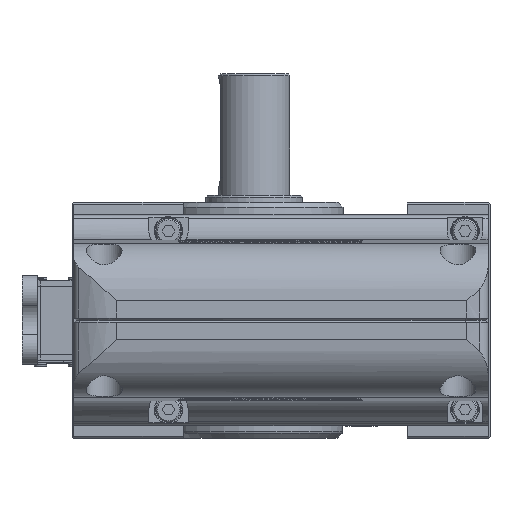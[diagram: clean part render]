
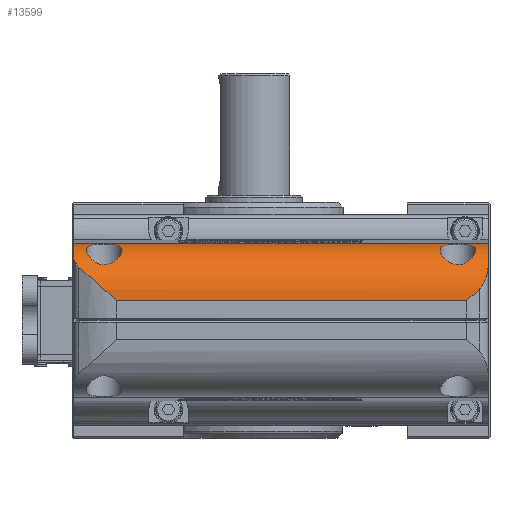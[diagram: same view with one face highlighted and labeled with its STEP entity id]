
A CAD part, left-side view. The second image highlights one B-rep face of the part: STEP entity #13599.
In plain terms, the highlighted cylindrical face has radius 16 mm (diameter 32 mm), a partial arc.
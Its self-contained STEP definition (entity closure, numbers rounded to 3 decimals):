
#270=CYLINDRICAL_SURFACE('',#14839,16.);
#504=B_SPLINE_CURVE_WITH_KNOTS('',3,(#22769,#22770,#22771,#22772,#22773,
#22774,#22775,#22776,#22777,#22778,#22779,#22780,#22781,#22782,#22783,#22784,
#22785,#22786,#22787,#22788,#22789),.UNSPECIFIED.,.T.,.F.,(1,1,1,1,1,1,
1,1,1,1,1,1,1,1,1,1,1,1,1,1,1,1,1,1,1),(-0.006,-0.004,
-0.002,0.,0.002,0.004,0.006,
0.009,0.011,0.013,0.015,
0.016,0.017,0.018,0.019,
0.021,0.023,0.026,0.028,
0.03,0.032,0.034,0.036,
0.038,0.04),.UNSPECIFIED.);
#505=B_SPLINE_CURVE_WITH_KNOTS('',3,(#22833,#22834,#22835,#22836,#22837,
#22838,#22839,#22840,#22841,#22842,#22843,#22844,#22845,#22846,#22847,#22848,
#22849,#22850,#22851,#22852),.UNSPECIFIED.,.T.,.F.,(1,1,1,1,1,1,1,1,1,1,
1,1,1,1,1,1,1,1,1,1,1,1,1,1),(-0.004,-0.002,
-0.001,0.,0.002,0.004,0.006,
0.008,0.011,0.013,0.015,
0.017,0.019,0.021,0.023,
0.025,0.028,0.03,0.032,
0.033,0.034,0.036,0.038,
0.04),.UNSPECIFIED.);
#512=B_SPLINE_CURVE_WITH_KNOTS('',3,(#22955,#22956,#22957,#22958,#22959,
#22960,#22961,#22962),.UNSPECIFIED.,.F.,.F.,(4,1,1,1,1,4),(0.,
0.002,0.004,0.006,0.007,
0.008),.UNSPECIFIED.);
#513=B_SPLINE_CURVE_WITH_KNOTS('',3,(#22968,#22969,#22970,#22971,#22972),
 .UNSPECIFIED.,.F.,.F.,(4,1,4),(0.,0.002,
0.004),.UNSPECIFIED.);
#514=B_SPLINE_CURVE_WITH_KNOTS('',3,(#22974,#22975,#22976,#22977,#22978,
#22979),.UNSPECIFIED.,.F.,.F.,(4,1,1,4),(0.,0.007,
0.011,0.014),.UNSPECIFIED.);
#515=B_SPLINE_CURVE_WITH_KNOTS('',3,(#22983,#22984,#22985,#22986),
 .UNSPECIFIED.,.F.,.F.,(4,4),(0.,0.005),.UNSPECIFIED.);
#1102=LINE('',#22407,#2192);
#1132=LINE('',#22981,#2222);
#2192=VECTOR('',#17365,1000.);
#2222=VECTOR('',#17501,1000.);
#4622=ORIENTED_EDGE('',*,*,#7498,.F.);
#4623=ORIENTED_EDGE('',*,*,#7519,.F.);
#4624=ORIENTED_EDGE('',*,*,#7520,.T.);
#4625=ORIENTED_EDGE('',*,*,#7427,.F.);
#4626=ORIENTED_EDGE('',*,*,#7521,.F.);
#4627=ORIENTED_EDGE('',*,*,#7522,.F.);
#4628=ORIENTED_EDGE('',*,*,#7523,.F.);
#4629=ORIENTED_EDGE('',*,*,#7524,.T.);
#4630=ORIENTED_EDGE('',*,*,#7525,.F.);
#4631=ORIENTED_EDGE('',*,*,#7477,.F.);
#7427=EDGE_CURVE('',#9040,#9041,#1102,.T.);
#7477=EDGE_CURVE('',#9086,#9086,#504,.T.);
#7498=EDGE_CURVE('',#9107,#9107,#505,.T.);
#7519=EDGE_CURVE('',#9126,#9127,#512,.T.);
#7520=EDGE_CURVE('',#9126,#9041,#10115,.T.);
#7521=EDGE_CURVE('',#9128,#9040,#10116,.T.);
#7522=EDGE_CURVE('',#9129,#9128,#513,.T.);
#7523=EDGE_CURVE('',#9130,#9129,#514,.F.);
#7524=EDGE_CURVE('',#9130,#9131,#1132,.T.);
#7525=EDGE_CURVE('',#9127,#9131,#515,.T.);
#9040=VERTEX_POINT('',#22406);
#9041=VERTEX_POINT('',#22408);
#9086=VERTEX_POINT('',#22790);
#9107=VERTEX_POINT('',#22853);
#9126=VERTEX_POINT('',#22963);
#9127=VERTEX_POINT('',#22964);
#9128=VERTEX_POINT('',#22967);
#9129=VERTEX_POINT('',#22973);
#9130=VERTEX_POINT('',#22980);
#9131=VERTEX_POINT('',#22982);
#10115=CIRCLE('',#14840,16.);
#10116=CIRCLE('',#14841,16.);
#10902=EDGE_LOOP('',(#4622));
#10903=EDGE_LOOP('',(#4623,#4624,#4625,#4626,#4627,#4628,#4629,#4630));
#10904=EDGE_LOOP('',(#4631));
#12082=FACE_BOUND('',#10902,.T.);
#12083=FACE_BOUND('',#10903,.T.);
#12084=FACE_BOUND('',#10904,.T.);
#13599=ADVANCED_FACE('',(#12082,#12083,#12084),#270,.T.);
#14839=AXIS2_PLACEMENT_3D('',#22954,#17495,#17496);
#14840=AXIS2_PLACEMENT_3D('',#22965,#17497,#17498);
#14841=AXIS2_PLACEMENT_3D('',#22966,#17499,#17500);
#17365=DIRECTION('',(0.,-1.,0.));
#17495=DIRECTION('',(0.,-1.,0.));
#17496=DIRECTION('',(0.,0.,-1.));
#17497=DIRECTION('',(0.,1.,0.));
#17498=DIRECTION('',(1.,0.,0.));
#17499=DIRECTION('',(0.,1.,0.));
#17500=DIRECTION('',(1.,0.,0.));
#17501=DIRECTION('',(0.,-1.,0.));
#22406=CARTESIAN_POINT('',(-140.205,58.,21.499));
#22407=CARTESIAN_POINT('',(-140.205,58.,21.499));
#22408=CARTESIAN_POINT('',(-140.205,-58.,21.499));
#22769=CARTESIAN_POINT('',(-142.813,-51.647,21.259));
#22770=CARTESIAN_POINT('',(-142.344,-49.498,21.326));
#22771=CARTESIAN_POINT('',(-142.811,-47.36,21.259));
#22772=CARTESIAN_POINT('',(-144.112,-45.622,20.993));
#22773=CARTESIAN_POINT('',(-145.955,-44.602,20.4));
#22774=CARTESIAN_POINT('',(-147.916,-44.4,19.461));
#22775=CARTESIAN_POINT('',(-149.675,-44.884,18.296));
#22776=CARTESIAN_POINT('',(-151.114,-45.899,17.054));
#22777=CARTESIAN_POINT('',(-151.998,-47.152,16.098));
#22778=CARTESIAN_POINT('',(-152.422,-48.433,15.586));
#22779=CARTESIAN_POINT('',(-152.539,-49.505,15.438));
#22780=CARTESIAN_POINT('',(-152.42,-50.576,15.588));
#22781=CARTESIAN_POINT('',(-151.995,-51.852,16.101));
#22782=CARTESIAN_POINT('',(-151.112,-53.106,17.058));
#22783=CARTESIAN_POINT('',(-149.664,-54.12,18.304));
#22784=CARTESIAN_POINT('',(-147.922,-54.598,19.457));
#22785=CARTESIAN_POINT('',(-145.961,-54.4,20.398));
#22786=CARTESIAN_POINT('',(-144.119,-53.384,20.991));
#22787=CARTESIAN_POINT('',(-142.813,-51.647,21.259));
#22788=CARTESIAN_POINT('',(-142.344,-49.498,21.326));
#22789=CARTESIAN_POINT('',(-142.811,-47.36,21.259));
#22790=CARTESIAN_POINT('',(-142.5,-49.5,21.303));
#22833=CARTESIAN_POINT('',(-152.42,50.579,15.589));
#22834=CARTESIAN_POINT('',(-152.58,49.134,15.385));
#22835=CARTESIAN_POINT('',(-152.177,47.399,15.902));
#22836=CARTESIAN_POINT('',(-151.116,45.902,17.054));
#22837=CARTESIAN_POINT('',(-149.675,44.884,18.296));
#22838=CARTESIAN_POINT('',(-147.93,44.403,19.453));
#22839=CARTESIAN_POINT('',(-145.976,44.596,20.392));
#22840=CARTESIAN_POINT('',(-144.131,45.605,20.988));
#22841=CARTESIAN_POINT('',(-142.817,47.345,21.258));
#22842=CARTESIAN_POINT('',(-142.346,49.481,21.326));
#22843=CARTESIAN_POINT('',(-142.801,51.619,21.261));
#22844=CARTESIAN_POINT('',(-144.101,53.37,20.996));
#22845=CARTESIAN_POINT('',(-145.945,54.395,20.404));
#22846=CARTESIAN_POINT('',(-147.902,54.601,19.469));
#22847=CARTESIAN_POINT('',(-149.665,54.121,18.304));
#22848=CARTESIAN_POINT('',(-151.105,53.111,17.063));
#22849=CARTESIAN_POINT('',(-151.993,51.856,16.103));
#22850=CARTESIAN_POINT('',(-152.42,50.579,15.589));
#22851=CARTESIAN_POINT('',(-152.58,49.134,15.385));
#22852=CARTESIAN_POINT('',(-152.177,47.399,15.902));
#22853=CARTESIAN_POINT('',(-152.5,49.5,15.487));
#22954=CARTESIAN_POINT('',(-140.,58.,5.5));
#22955=CARTESIAN_POINT('',(-152.733,-58.,15.188));
#22956=CARTESIAN_POINT('',(-153.129,-58.,14.668));
#22957=CARTESIAN_POINT('',(-153.842,-57.85,13.601));
#22958=CARTESIAN_POINT('',(-154.698,-57.332,11.911));
#22959=CARTESIAN_POINT('',(-155.214,-56.743,10.512));
#22960=CARTESIAN_POINT('',(-155.524,-56.14,9.405));
#22961=CARTESIAN_POINT('',(-155.642,-55.774,8.872));
#22962=CARTESIAN_POINT('',(-155.686,-55.53,8.654));
#22963=CARTESIAN_POINT('',(-152.733,-58.,15.188));
#22964=CARTESIAN_POINT('',(-155.686,-55.53,8.654));
#22965=CARTESIAN_POINT('',(-140.,-58.,5.5));
#22966=CARTESIAN_POINT('',(-140.,58.,5.5));
#22967=CARTESIAN_POINT('',(-150.422,58.,17.64));
#22968=CARTESIAN_POINT('',(-152.967,56.588,14.873));
#22969=CARTESIAN_POINT('',(-152.672,57.062,15.282));
#22970=CARTESIAN_POINT('',(-151.918,57.731,16.235));
#22971=CARTESIAN_POINT('',(-150.945,58.,17.191));
#22972=CARTESIAN_POINT('',(-150.422,58.,17.64));
#22973=CARTESIAN_POINT('',(-152.967,56.588,14.873));
#22974=CARTESIAN_POINT('',(-152.967,56.588,14.873));
#22975=CARTESIAN_POINT('',(-154.014,54.911,13.425));
#22976=CARTESIAN_POINT('',(-155.127,52.324,11.145));
#22977=CARTESIAN_POINT('',(-155.876,48.737,7.948));
#22978=CARTESIAN_POINT('',(-156.,46.9,6.305));
#22979=CARTESIAN_POINT('',(-156.,46.,5.5));
#22980=CARTESIAN_POINT('',(-156.,46.,5.5));
#22981=CARTESIAN_POINT('',(-156.,58.,5.5));
#22982=CARTESIAN_POINT('',(-156.,-52.,5.5));
#22983=CARTESIAN_POINT('',(-155.686,-55.53,8.654));
#22984=CARTESIAN_POINT('',(-155.896,-54.358,7.609));
#22985=CARTESIAN_POINT('',(-156.,-53.179,6.554));
#22986=CARTESIAN_POINT('',(-156.,-52.,5.5));
